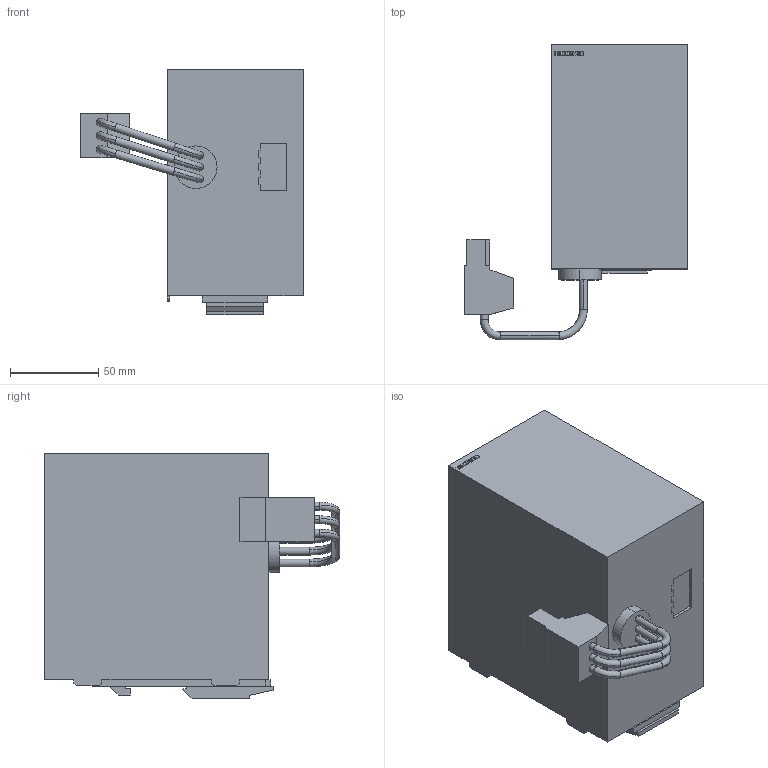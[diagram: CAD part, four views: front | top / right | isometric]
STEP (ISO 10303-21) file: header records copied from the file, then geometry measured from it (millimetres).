
FILE_DESCRIPTION (( 'STEP AP214' ), '1' );
FILE_NAME ('331241.STEP', '2025-05-06T16:01:26', ( '' ), ( '' ), 'SwSTEP 2.0', 'SolidWorks 2022', '' );
FILE_SCHEMA (( 'AUTOMOTIVE_DESIGN' ));
Length unit declared in the file: millimetre
Products named in the file (1): 331241
Bounding box: 125.75 x 167 x 138.6 mm (x, y, z)
Volume: 1301255.7 mm3; surface area: 84078.4 mm2
Topology: 1 solids, 1 shells, 319 faces, 893 edges, 594 vertices
Faces by surface type: plane 285, cylinder 22, torus 12
Entity records: 10157 total; most frequent: CARTESIAN_POINT 1807, ORIENTED_EDGE 1786, DIRECTION 1613, EDGE_CURVE 893, LINE 813, VECTOR 813, VERTEX_POINT 594, AXIS2_PLACEMENT_3D 400
